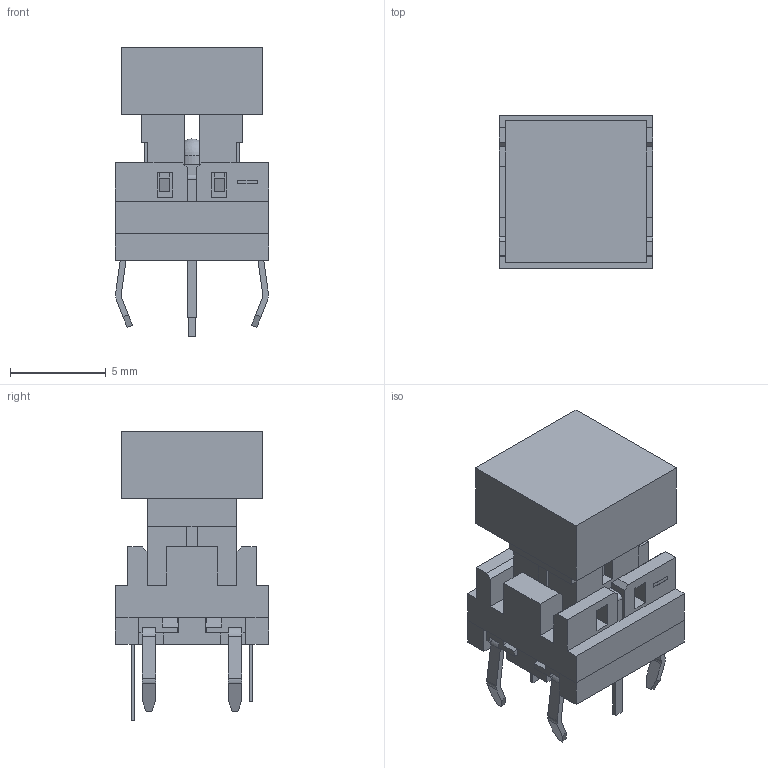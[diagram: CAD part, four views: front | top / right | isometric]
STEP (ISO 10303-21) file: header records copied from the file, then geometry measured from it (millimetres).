
FILE_DESCRIPTION(/* description */ (''),/* implementation_level */ '2;1');
FILE_NAME(/* name */ 'TL6275BA2PQSx.stp',/* time_stamp */ '2020-05-18T12:52:56-05:00',/* author */ ('mroman'),/* organization */ (''),/* preprocessor_version */ 'ST-DEVELOPER v17.2',/* originating_system */ 'Autodesk Inventor 2019',/* authorisation */ '');
FILE_SCHEMA (('AUTOMOTIVE_DESIGN { 1 0 10303 214 3 1 1 }'));
Length unit declared in the file: millimetre
Products named in the file (1): TL6275BA2PQSx
Bounding box: 8 x 8 x 15.15 mm (x, y, z)
Volume: 435.9 mm3; surface area: 922.2 mm2
Topology: 1 solids, 1 shells, 328 faces, 916 edges, 595 vertices
Faces by surface type: plane 305, cylinder 22, sphere 1
Full cylindrical faces by diameter (mm): 1.7 x1, 3.2 x1
Entity records: 10383 total; most frequent: CARTESIAN_POINT 1839, ORIENTED_EDGE 1830, DIRECTION 1628, EDGE_CURVE 915, LINE 860, VECTOR 860, VERTEX_POINT 595, AXIS2_PLACEMENT_3D 384
